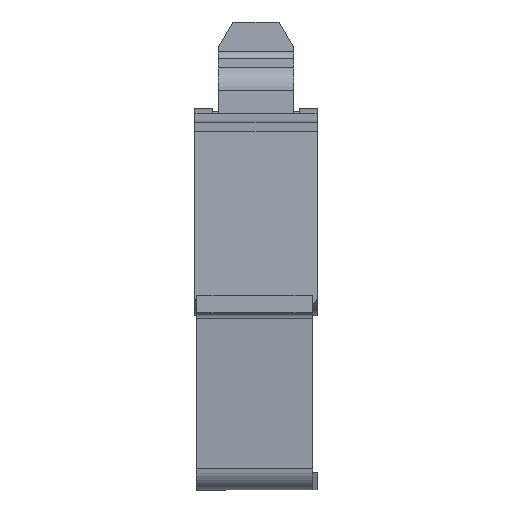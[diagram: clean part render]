
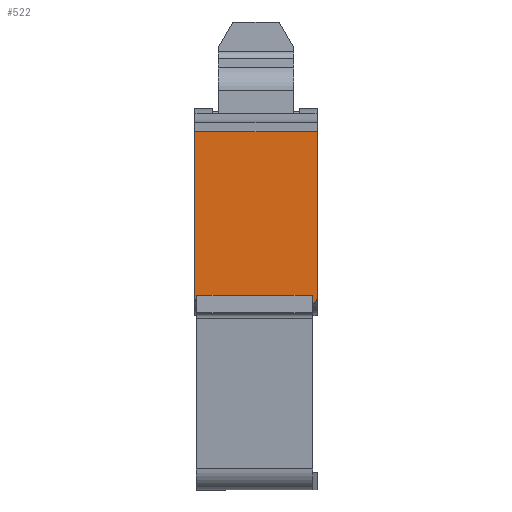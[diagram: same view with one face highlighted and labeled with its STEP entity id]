
A CAD part, front view. The second image highlights one B-rep face of the part: STEP entity #522.
In plain terms, the highlighted planar face has unit normal (0, -1, 0).
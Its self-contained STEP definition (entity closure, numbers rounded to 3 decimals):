
#413=AXIS2_PLACEMENT_3D('Plane Axis2P3D',#410,#411,#412) ;
#417=AXIS2_PLACEMENT_3D('Circle Axis2P3D',#415,#416,$) ;
#431=AXIS2_PLACEMENT_3D('Circle Axis2P3D',#429,#430,$) ;
#459=AXIS2_PLACEMENT_3D('Circle Axis2P3D',#457,#458,$) ;
#473=AXIS2_PLACEMENT_3D('Circle Axis2P3D',#471,#472,$) ;
#43=CARTESIAN_POINT('Vertex',(0.8,6.459,12.65)) ;
#57=CARTESIAN_POINT('Vertex',(0.,6.459,12.65)) ;
#60=CARTESIAN_POINT('Line Origine',(0.4,6.459,12.65)) ;
#172=CARTESIAN_POINT('Line Origine',(0.8,6.459,12.659)) ;
#176=CARTESIAN_POINT('Vertex',(0.8,6.459,12.668)) ;
#394=CARTESIAN_POINT('Vertex',(0.,6.459,6.6)) ;
#397=CARTESIAN_POINT('Line Origine',(0.,6.459,9.625)) ;
#410=CARTESIAN_POINT('Axis2P3D Location',(0.,6.459,0.)) ;
#415=CARTESIAN_POINT('Axis2P3D Location',(0.2,6.459,6.6)) ;
#419=CARTESIAN_POINT('Vertex',(0.2,6.459,6.4)) ;
#422=CARTESIAN_POINT('Line Origine',(0.625,6.459,6.4)) ;
#426=CARTESIAN_POINT('Vertex',(1.05,6.459,6.4)) ;
#429=CARTESIAN_POINT('Axis2P3D Location',(1.05,6.459,6.2)) ;
#433=CARTESIAN_POINT('Vertex',(1.15,6.459,6.373)) ;
#436=CARTESIAN_POINT('Line Origine',(1.15,6.459,3.487)) ;
#440=CARTESIAN_POINT('Vertex',(1.15,6.459,0.6)) ;
#443=CARTESIAN_POINT('Line Origine',(2.1,6.459,0.6)) ;
#447=CARTESIAN_POINT('Vertex',(3.05,6.459,0.6)) ;
#450=CARTESIAN_POINT('Line Origine',(3.05,6.459,3.487)) ;
#454=CARTESIAN_POINT('Vertex',(3.05,6.459,6.373)) ;
#457=CARTESIAN_POINT('Axis2P3D Location',(3.15,6.459,6.2)) ;
#461=CARTESIAN_POINT('Vertex',(3.15,6.459,6.4)) ;
#464=CARTESIAN_POINT('Line Origine',(3.575,6.459,6.4)) ;
#468=CARTESIAN_POINT('Vertex',(4.,6.459,6.4)) ;
#471=CARTESIAN_POINT('Axis2P3D Location',(4.,6.459,6.6)) ;
#475=CARTESIAN_POINT('Vertex',(4.2,6.459,6.6)) ;
#478=CARTESIAN_POINT('Line Origine',(4.2,6.459,9.625)) ;
#482=CARTESIAN_POINT('Vertex',(4.2,6.459,12.65)) ;
#485=CARTESIAN_POINT('Line Origine',(3.8,6.459,12.65)) ;
#489=CARTESIAN_POINT('Vertex',(3.4,6.459,12.65)) ;
#492=CARTESIAN_POINT('Line Origine',(3.4,6.459,12.659)) ;
#496=CARTESIAN_POINT('Vertex',(3.4,6.459,12.668)) ;
#499=CARTESIAN_POINT('Line Origine',(2.1,6.459,12.668)) ;
#61=DIRECTION('Vector Direction',(1.,0.,0.)) ;
#173=DIRECTION('Vector Direction',(0.,0.,1.)) ;
#398=DIRECTION('Vector Direction',(0.,0.,1.)) ;
#411=DIRECTION('Axis2P3D Direction',(0.,1.,0.)) ;
#412=DIRECTION('Axis2P3D XDirection',(0.,0.,-1.)) ;
#416=DIRECTION('Axis2P3D Direction',(0.,1.,0.)) ;
#423=DIRECTION('Vector Direction',(-1.,0.,0.)) ;
#430=DIRECTION('Axis2P3D Direction',(0.,1.,0.)) ;
#437=DIRECTION('Vector Direction',(0.,0.,1.)) ;
#444=DIRECTION('Vector Direction',(1.,0.,0.)) ;
#451=DIRECTION('Vector Direction',(0.,0.,-1.)) ;
#458=DIRECTION('Axis2P3D Direction',(0.,1.,0.)) ;
#465=DIRECTION('Vector Direction',(-1.,0.,0.)) ;
#472=DIRECTION('Axis2P3D Direction',(0.,1.,0.)) ;
#479=DIRECTION('Vector Direction',(0.,0.,-1.)) ;
#486=DIRECTION('Vector Direction',(1.,0.,0.)) ;
#493=DIRECTION('Vector Direction',(0.,0.,-1.)) ;
#500=DIRECTION('Vector Direction',(1.,0.,0.)) ;
#62=VECTOR('Line Direction',#61,1.) ;
#174=VECTOR('Line Direction',#173,1.) ;
#399=VECTOR('Line Direction',#398,1.) ;
#424=VECTOR('Line Direction',#423,1.) ;
#438=VECTOR('Line Direction',#437,1.) ;
#445=VECTOR('Line Direction',#444,1.) ;
#452=VECTOR('Line Direction',#451,1.) ;
#466=VECTOR('Line Direction',#465,1.) ;
#480=VECTOR('Line Direction',#479,1.) ;
#487=VECTOR('Line Direction',#486,1.) ;
#494=VECTOR('Line Direction',#493,1.) ;
#501=VECTOR('Line Direction',#500,1.) ;
#505=ORIENTED_EDGE('',*,*,#401,.F.) ;
#506=ORIENTED_EDGE('',*,*,#421,.F.) ;
#507=ORIENTED_EDGE('',*,*,#428,.F.) ;
#508=ORIENTED_EDGE('',*,*,#435,.F.) ;
#509=ORIENTED_EDGE('',*,*,#442,.F.) ;
#510=ORIENTED_EDGE('',*,*,#449,.T.) ;
#511=ORIENTED_EDGE('',*,*,#456,.F.) ;
#512=ORIENTED_EDGE('',*,*,#463,.F.) ;
#513=ORIENTED_EDGE('',*,*,#470,.F.) ;
#514=ORIENTED_EDGE('',*,*,#477,.F.) ;
#515=ORIENTED_EDGE('',*,*,#484,.F.) ;
#516=ORIENTED_EDGE('',*,*,#491,.F.) ;
#517=ORIENTED_EDGE('',*,*,#498,.F.) ;
#518=ORIENTED_EDGE('',*,*,#503,.F.) ;
#519=ORIENTED_EDGE('',*,*,#178,.F.) ;
#520=ORIENTED_EDGE('',*,*,#64,.F.) ;
#522=ADVANCED_FACE('STROMSCHIENE',(#521),#414,.F.) ;
#418=CIRCLE('generated circle',#417,0.2) ;
#432=CIRCLE('generated circle',#431,0.2) ;
#460=CIRCLE('generated circle',#459,0.2) ;
#474=CIRCLE('generated circle',#473,0.2) ;
#64=EDGE_CURVE('',#58,#44,#63,.T.) ;
#178=EDGE_CURVE('',#44,#177,#175,.T.) ;
#401=EDGE_CURVE('',#395,#58,#400,.T.) ;
#421=EDGE_CURVE('',#420,#395,#418,.T.) ;
#428=EDGE_CURVE('',#427,#420,#425,.T.) ;
#435=EDGE_CURVE('',#434,#427,#432,.F.) ;
#442=EDGE_CURVE('',#441,#434,#439,.T.) ;
#449=EDGE_CURVE('',#441,#448,#446,.T.) ;
#456=EDGE_CURVE('',#455,#448,#453,.T.) ;
#463=EDGE_CURVE('',#462,#455,#460,.F.) ;
#470=EDGE_CURVE('',#469,#462,#467,.T.) ;
#477=EDGE_CURVE('',#476,#469,#474,.T.) ;
#484=EDGE_CURVE('',#483,#476,#481,.T.) ;
#491=EDGE_CURVE('',#490,#483,#488,.T.) ;
#498=EDGE_CURVE('',#497,#490,#495,.T.) ;
#503=EDGE_CURVE('',#177,#497,#502,.T.) ;
#504=EDGE_LOOP('',(#505,#506,#507,#508,#509,#510,#511,#512,#513,#514,#515,#516,#517,#518,#519,#520)) ;
#521=FACE_OUTER_BOUND('',#504,.T.) ;
#63=LINE('Line',#60,#62) ;
#175=LINE('Line',#172,#174) ;
#400=LINE('Line',#397,#399) ;
#425=LINE('Line',#422,#424) ;
#439=LINE('Line',#436,#438) ;
#446=LINE('Line',#443,#445) ;
#453=LINE('Line',#450,#452) ;
#467=LINE('Line',#464,#466) ;
#481=LINE('Line',#478,#480) ;
#488=LINE('Line',#485,#487) ;
#495=LINE('Line',#492,#494) ;
#502=LINE('Line',#499,#501) ;
#414=PLANE('',#413) ;
#44=VERTEX_POINT('',#43) ;
#58=VERTEX_POINT('',#57) ;
#177=VERTEX_POINT('',#176) ;
#395=VERTEX_POINT('',#394) ;
#420=VERTEX_POINT('',#419) ;
#427=VERTEX_POINT('',#426) ;
#434=VERTEX_POINT('',#433) ;
#441=VERTEX_POINT('',#440) ;
#448=VERTEX_POINT('',#447) ;
#455=VERTEX_POINT('',#454) ;
#462=VERTEX_POINT('',#461) ;
#469=VERTEX_POINT('',#468) ;
#476=VERTEX_POINT('',#475) ;
#483=VERTEX_POINT('',#482) ;
#490=VERTEX_POINT('',#489) ;
#497=VERTEX_POINT('',#496) ;
